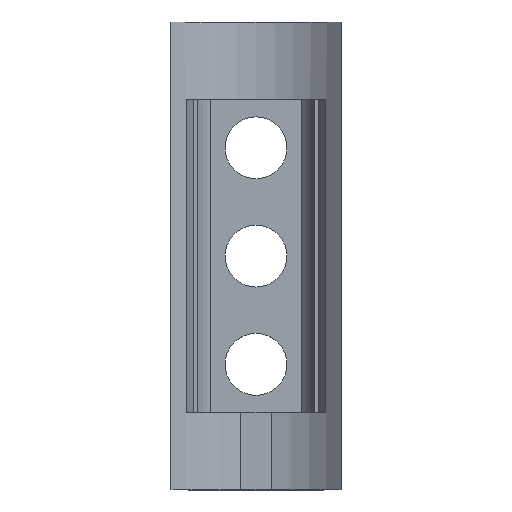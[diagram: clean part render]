
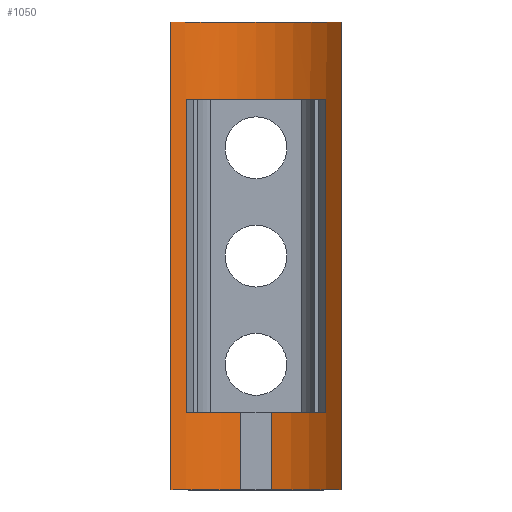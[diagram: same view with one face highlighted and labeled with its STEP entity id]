
A CAD part, top view. The second image highlights one B-rep face of the part: STEP entity #1050.
In plain terms, the highlighted cylindrical face has radius 30 mm (diameter 60 mm), a partial arc.
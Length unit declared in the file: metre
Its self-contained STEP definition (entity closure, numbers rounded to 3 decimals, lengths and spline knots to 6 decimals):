
#16=CYLINDRICAL_SURFACE('',#1118,0.03);
#36=CIRCLE('',#1119,0.03);
#37=CIRCLE('',#1120,0.03);
#38=CIRCLE('',#1121,0.03);
#39=CIRCLE('',#1122,0.03);
#40=CIRCLE('',#1123,0.03);
#41=CIRCLE('',#1124,0.03);
#89=LINE('',#1570,#169);
#90=LINE('',#1575,#170);
#91=LINE('',#1579,#171);
#92=LINE('',#1583,#172);
#93=LINE('',#1587,#173);
#94=LINE('',#1591,#174);
#169=VECTOR('',#1204,1.);
#170=VECTOR('',#1207,1.);
#171=VECTOR('',#1210,1.);
#172=VECTOR('',#1213,1.);
#173=VECTOR('',#1216,1.);
#174=VECTOR('',#1219,1.);
#275=ORIENTED_EDGE('',*,*,#601,.F.);
#276=ORIENTED_EDGE('',*,*,#602,.F.);
#277=ORIENTED_EDGE('',*,*,#603,.F.);
#278=ORIENTED_EDGE('',*,*,#604,.T.);
#279=ORIENTED_EDGE('',*,*,#605,.T.);
#280=ORIENTED_EDGE('',*,*,#606,.F.);
#281=ORIENTED_EDGE('',*,*,#607,.T.);
#282=ORIENTED_EDGE('',*,*,#608,.T.);
#283=ORIENTED_EDGE('',*,*,#609,.F.);
#284=ORIENTED_EDGE('',*,*,#610,.F.);
#285=ORIENTED_EDGE('',*,*,#611,.T.);
#286=ORIENTED_EDGE('',*,*,#612,.T.);
#601=EDGE_CURVE('',#764,#765,#89,.T.);
#602=EDGE_CURVE('',#766,#764,#36,.T.);
#603=EDGE_CURVE('',#767,#766,#90,.T.);
#604=EDGE_CURVE('',#767,#768,#37,.T.);
#605=EDGE_CURVE('',#768,#769,#91,.T.);
#606=EDGE_CURVE('',#770,#769,#38,.T.);
#607=EDGE_CURVE('',#770,#771,#92,.T.);
#608=EDGE_CURVE('',#771,#772,#39,.T.);
#609=EDGE_CURVE('',#773,#772,#93,.T.);
#610=EDGE_CURVE('',#774,#773,#40,.T.);
#611=EDGE_CURVE('',#774,#775,#94,.T.);
#612=EDGE_CURVE('',#775,#765,#41,.T.);
#764=VERTEX_POINT('',#1571);
#765=VERTEX_POINT('',#1572);
#766=VERTEX_POINT('',#1574);
#767=VERTEX_POINT('',#1576);
#768=VERTEX_POINT('',#1578);
#769=VERTEX_POINT('',#1580);
#770=VERTEX_POINT('',#1582);
#771=VERTEX_POINT('',#1584);
#772=VERTEX_POINT('',#1586);
#773=VERTEX_POINT('',#1588);
#774=VERTEX_POINT('',#1590);
#775=VERTEX_POINT('',#1592);
#906=EDGE_LOOP('',(#275,#276,#277,#278,#279,#280,#281,#282,#283,#284,#285,
#286));
#970=FACE_BOUND('',#906,.T.);
#1050=ADVANCED_FACE('',(#970),#16,.F.);
#1118=AXIS2_PLACEMENT_3D('',#1569,#1202,#1203);
#1119=AXIS2_PLACEMENT_3D('',#1573,#1205,#1206);
#1120=AXIS2_PLACEMENT_3D('',#1577,#1208,#1209);
#1121=AXIS2_PLACEMENT_3D('',#1581,#1211,#1212);
#1122=AXIS2_PLACEMENT_3D('',#1585,#1214,#1215);
#1123=AXIS2_PLACEMENT_3D('',#1589,#1217,#1218);
#1124=AXIS2_PLACEMENT_3D('',#1593,#1220,#1221);
#1202=DIRECTION('',(0.,-1.,0.));
#1203=DIRECTION('',(0.,0.,-1.));
#1204=DIRECTION('',(0.,-1.,0.));
#1205=DIRECTION('',(0.,-1.,0.));
#1206=DIRECTION('',(0.,0.,-1.));
#1207=DIRECTION('',(0.,-1.,0.));
#1208=DIRECTION('',(0.,-1.,0.));
#1209=DIRECTION('',(0.,0.,-1.));
#1210=DIRECTION('',(0.,-1.,0.));
#1211=DIRECTION('',(0.,-1.,0.));
#1212=DIRECTION('',(0.,0.,-1.));
#1213=DIRECTION('',(0.,-1.,0.));
#1214=DIRECTION('',(0.,-1.,0.));
#1215=DIRECTION('',(0.,0.,-1.));
#1216=DIRECTION('',(0.,-1.,0.));
#1217=DIRECTION('',(0.,-1.,0.));
#1218=DIRECTION('',(0.,0.,-1.));
#1219=DIRECTION('',(0.,-1.,0.));
#1220=DIRECTION('',(0.,-1.,0.));
#1221=DIRECTION('',(0.,0.,-1.));
#1569=CARTESIAN_POINT('',(0.,0.0325,0.038));
#1570=CARTESIAN_POINT('',(-0.004,0.032502,0.008268));
#1571=CARTESIAN_POINT('',(-0.004,-0.0685,0.008268));
#1572=CARTESIAN_POINT('',(-0.004,-0.0885,0.008268));
#1573=CARTESIAN_POINT('',(0.,-0.0685,0.038));
#1574=CARTESIAN_POINT('',(-0.018113,-0.0685,0.014085));
#1575=CARTESIAN_POINT('',(-0.018113,0.0125,0.014085));
#1576=CARTESIAN_POINT('',(-0.018113,0.0125,0.014085));
#1577=CARTESIAN_POINT('',(0.,0.0125,0.038));
#1578=CARTESIAN_POINT('',(0.018113,0.0125,0.014085));
#1579=CARTESIAN_POINT('',(0.018113,0.0125,0.014085));
#1580=CARTESIAN_POINT('',(0.018113,-0.0685,0.014085));
#1581=CARTESIAN_POINT('',(0.,-0.0685,0.038));
#1582=CARTESIAN_POINT('',(0.004,-0.0685,0.008268));
#1583=CARTESIAN_POINT('',(0.004,0.032502,0.008268));
#1584=CARTESIAN_POINT('',(0.004,-0.0885,0.008268));
#1585=CARTESIAN_POINT('',(0.,-0.0885,0.038));
#1586=CARTESIAN_POINT('',(0.022,-0.0885,0.017604));
#1587=CARTESIAN_POINT('',(0.022,0.0325,0.017604));
#1588=CARTESIAN_POINT('',(0.022,0.0325,0.017604));
#1589=CARTESIAN_POINT('',(0.,0.0325,0.038));
#1590=CARTESIAN_POINT('',(-0.022,0.0325,0.017604));
#1591=CARTESIAN_POINT('',(-0.022,0.0325,0.017604));
#1592=CARTESIAN_POINT('',(-0.022,-0.0885,0.017604));
#1593=CARTESIAN_POINT('',(0.,-0.0885,0.038));
